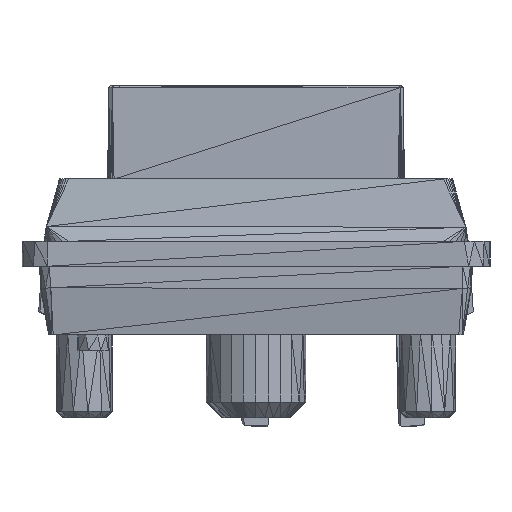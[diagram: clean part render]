
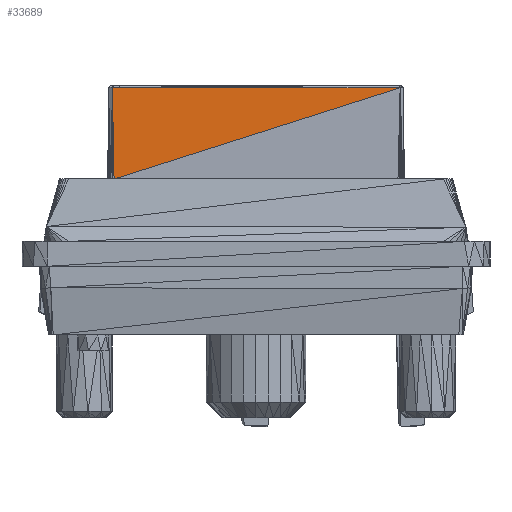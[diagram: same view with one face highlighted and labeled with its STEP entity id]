
A CAD part, front view. The second image highlights one B-rep face of the part: STEP entity #33689.
In plain terms, the highlighted planar face has unit normal (0, -1, 0.007).
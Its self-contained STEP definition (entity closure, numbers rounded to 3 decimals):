
#33689 = ADVANCED_FACE('',(#33690),#33716,.T.);
#33690 = FACE_BOUND('',#33691,.T.);
#33691 = EDGE_LOOP('',(#33692,#33702,#33710));
#33692 = ORIENTED_EDGE('',*,*,#33693,.F.);
#33693 = EDGE_CURVE('',#33694,#33696,#33698,.T.);
#33694 = VERTEX_POINT('',#33695);
#33695 = CARTESIAN_POINT('',(-18.022,-7.551,
    8.558));
#33696 = VERTEX_POINT('',#33697);
#33697 = CARTESIAN_POINT('',(-18.235,-7.475,
    20.115));
#33698 = LINE('',#33699,#33700);
#33699 = CARTESIAN_POINT('',(-18.022,-7.551,
    8.558));
#33700 = VECTOR('',#33701,1.);
#33701 = DIRECTION('',(-0.018,0.007,
    1.));
#33702 = ORIENTED_EDGE('',*,*,#33703,.T.);
#33703 = EDGE_CURVE('',#33694,#33704,#33706,.T.);
#33704 = VERTEX_POINT('',#33705);
#33705 = CARTESIAN_POINT('',(18.081,-7.484,
    20.079));
#33706 = LINE('',#33707,#33708);
#33707 = CARTESIAN_POINT('',(-18.022,-7.551,
    8.558));
#33708 = VECTOR('',#33709,1.);
#33709 = DIRECTION('',(0.953,0.002,0.304)
  );
#33710 = ORIENTED_EDGE('',*,*,#33711,.T.);
#33711 = EDGE_CURVE('',#33704,#33696,#33712,.T.);
#33712 = LINE('',#33713,#33714);
#33713 = CARTESIAN_POINT('',(18.081,-7.484,
    20.079));
#33714 = VECTOR('',#33715,1.);
#33715 = DIRECTION('',(-1.,0.,
    0.001));
#33716 = PLANE('',#33717);
#33717 = AXIS2_PLACEMENT_3D('',#33718,#33719,#33720);
#33718 = CARTESIAN_POINT('',(-2.463,-7.501,
    16.768));
#33719 = DIRECTION('',(0.,-1.,
    0.007));
#33720 = DIRECTION('',(0.,-0.007,
    -1.));
